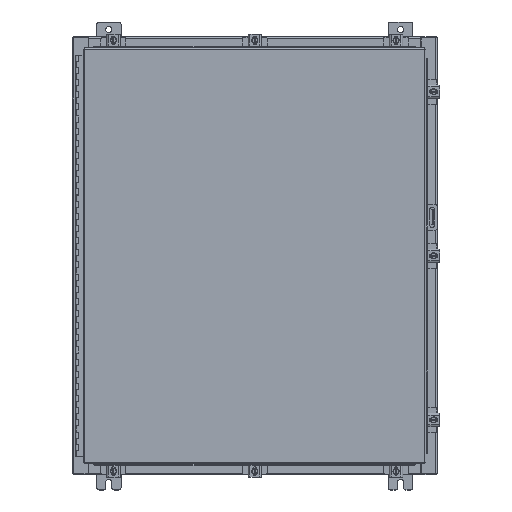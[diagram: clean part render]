
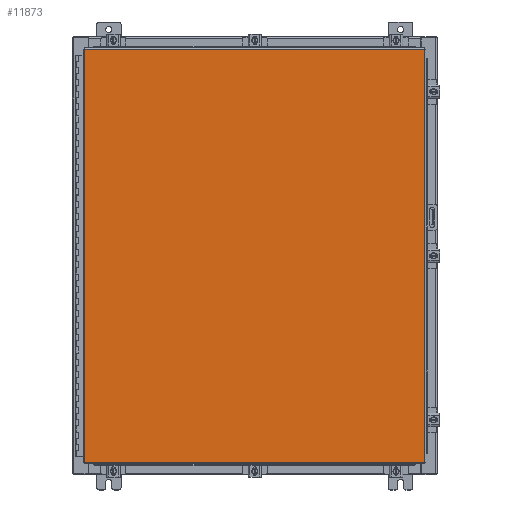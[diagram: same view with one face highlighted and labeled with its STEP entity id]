
A CAD part, top view. The second image highlights one B-rep face of the part: STEP entity #11873.
In plain terms, the highlighted planar face has unit normal (0, 0, 1).
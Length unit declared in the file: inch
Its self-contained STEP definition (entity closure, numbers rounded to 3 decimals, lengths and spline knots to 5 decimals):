
#1458 = EDGE_CURVE ( 'NONE', #11715, #26806, #40736, .T. ) ;
#1475 = CARTESIAN_POINT ( 'NONE',  ( 0., 0., 0. ) ) ;
#2073 = CARTESIAN_POINT ( 'NONE',  ( 13.9903, 17.0063, 0. ) ) ;
#2324 = DIRECTION ( 'NONE',  ( 1., 0., 0. ) ) ;
#2735 = CARTESIAN_POINT ( 'NONE',  ( -13.9903, -17.0063, 0. ) ) ;
#2950 = VECTOR ( 'NONE', #18460, 39.37008 ) ;
#3575 = CARTESIAN_POINT ( 'NONE',  ( 13.9903, -17.0063, 0. ) ) ;
#3590 = CARTESIAN_POINT ( 'NONE',  ( 13.9903, -17.0063, 0. ) ) ;
#5431 = ORIENTED_EDGE ( 'NONE', *, *, #1458, .T. ) ;
#6641 = DIRECTION ( 'NONE',  ( 0., 0., -1. ) ) ;
#7033 = AXIS2_PLACEMENT_3D ( 'NONE', #1475, #6641, #33986 ) ;
#11340 = VECTOR ( 'NONE', #2324, 39.37008 ) ;
#11715 = VERTEX_POINT ( 'NONE', #41415 ) ;
#11873 = ADVANCED_FACE ( 'NONE', ( #15981 ), #27152, .F. ) ;
#14361 = VERTEX_POINT ( 'NONE', #3590 ) ;
#15600 = EDGE_CURVE ( 'NONE', #26806, #32815, #17487, .T. ) ;
#15981 = FACE_OUTER_BOUND ( 'NONE', #33164, .T. ) ;
#17487 = LINE ( 'NONE', #43276, #36673 ) ;
#18002 = ORIENTED_EDGE ( 'NONE', *, *, #22499, .T. ) ;
#18460 = DIRECTION ( 'NONE',  ( -1., 0., 0. ) ) ;
#21015 = CARTESIAN_POINT ( 'NONE',  ( -13.9903, 17.0063, 0. ) ) ;
#22499 = EDGE_CURVE ( 'NONE', #14361, #11715, #25733, .T. ) ;
#22677 = LINE ( 'NONE', #2735, #11340 ) ;
#22783 = DIRECTION ( 'NONE',  ( 0., 1., 0. ) ) ;
#25733 = LINE ( 'NONE', #3575, #32657 ) ;
#26398 = ORIENTED_EDGE ( 'NONE', *, *, #15600, .T. ) ;
#26806 = VERTEX_POINT ( 'NONE', #21015 ) ;
#27152 = PLANE ( 'NONE',  #7033 ) ;
#32657 = VECTOR ( 'NONE', #22783, 39.37008 ) ;
#32815 = VERTEX_POINT ( 'NONE', #41299 ) ;
#33022 = EDGE_CURVE ( 'NONE', #32815, #14361, #22677, .T. ) ;
#33164 = EDGE_LOOP ( 'NONE', ( #33507, #18002, #5431, #26398 ) ) ;
#33507 = ORIENTED_EDGE ( 'NONE', *, *, #33022, .T. ) ;
#33986 = DIRECTION ( 'NONE',  ( -1., 0., 0. ) ) ;
#36673 = VECTOR ( 'NONE', #39269, 39.37008 ) ;
#39269 = DIRECTION ( 'NONE',  ( 0., -1., 0. ) ) ;
#40736 = LINE ( 'NONE', #2073, #2950 ) ;
#41299 = CARTESIAN_POINT ( 'NONE',  ( -13.9903, -17.0063, 0. ) ) ;
#41415 = CARTESIAN_POINT ( 'NONE',  ( 13.9903, 17.0063, 0. ) ) ;
#43276 = CARTESIAN_POINT ( 'NONE',  ( -13.9903, 17.0063, 0. ) ) ;
